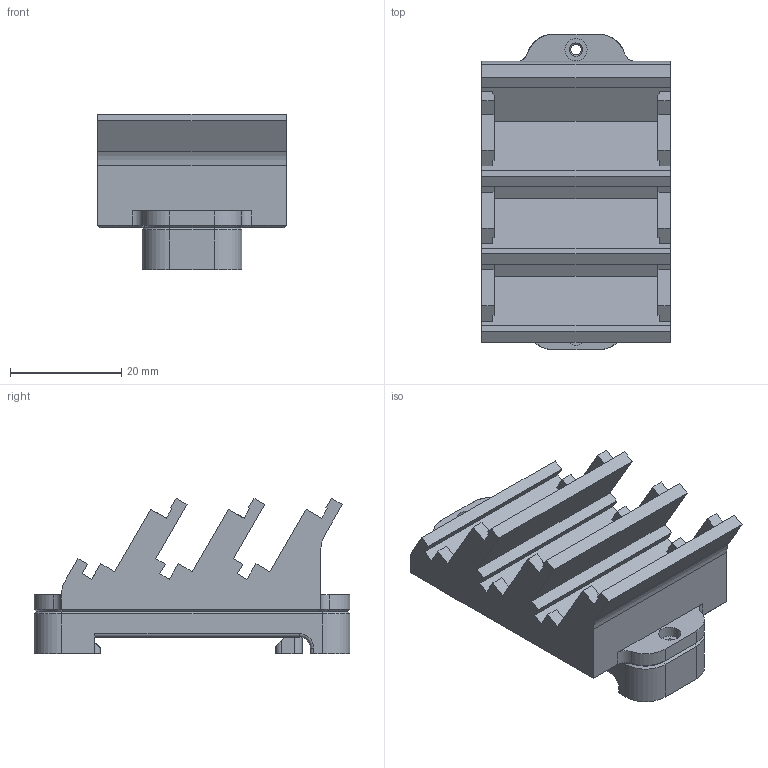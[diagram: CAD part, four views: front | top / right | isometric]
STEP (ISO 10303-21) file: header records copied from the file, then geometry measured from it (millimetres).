
FILE_DESCRIPTION(/* description */ (''),/* implementation_level */ '2;1');
FILE_NAME(/* name */ 'WAGO221 3x415 mount.step',/* time_stamp */ '2021-09-18T20:29:17+02:00',/* author */ (''),/* organization */ (''),/* preprocessor_version */ 'ST-DEVELOPER v18.1',/* originating_system */ 'Autodesk Translation Framework v10.10.0.1391',/* authorisation */ '');
FILE_SCHEMA (('AUTOMOTIVE_DESIGN { 1 0 10303 214 3 1 1 }'));
Length unit declared in the file: millimetre
Products named in the file (1): WAGO 221 3x415 mount
Bounding box: 33.95 x 56.9 x 27.99 mm (x, y, z)
Volume: 18718.6 mm3; surface area: 12707.8 mm2
Topology: 2 solids, 2 shells, 312 faces, 808 edges, 497 vertices
Faces by surface type: plane 188, cylinder 69, cone 43, bspline 6, torus 6
Full cylindrical faces by diameter (mm): 1.9 x2, 2.4 x2, 4 x2
Entity records: 9712 total; most frequent: CARTESIAN_POINT 1966, ORIENTED_EDGE 1616, DIRECTION 1598, EDGE_CURVE 808, LINE 598, VECTOR 598, AXIS2_PLACEMENT_3D 500, VERTEX_POINT 497
